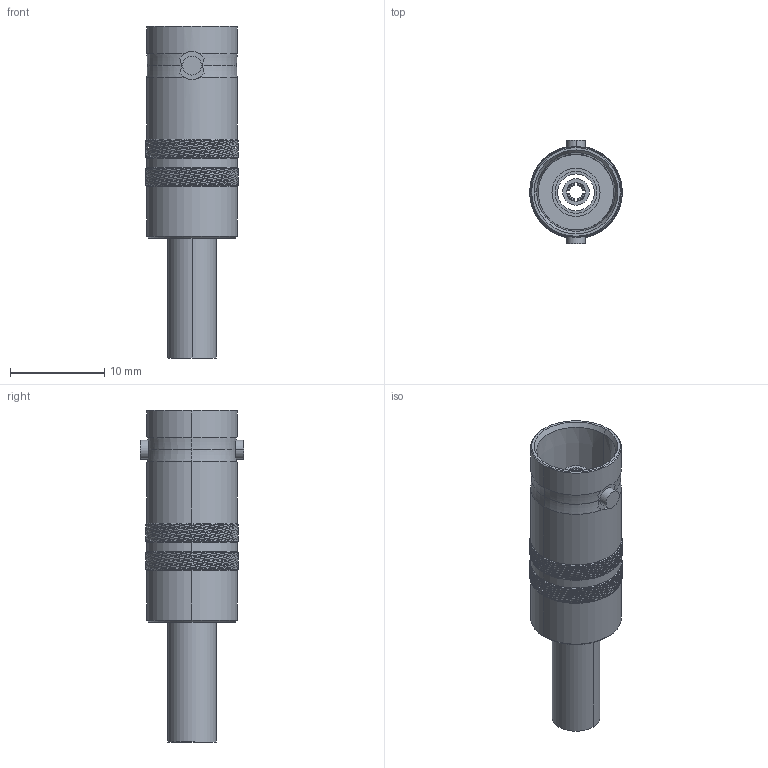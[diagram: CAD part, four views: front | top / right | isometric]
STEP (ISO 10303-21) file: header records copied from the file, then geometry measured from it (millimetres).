
FILE_DESCRIPTION (( 'STEP AP214' ), '1' );
FILE_NAME ('10-054-B126-EF1.STEP', '2022-12-14T12:38:33', ( '' ), ( '' ), 'SwSTEP 2.0', 'SolidWorks 2022', '' );
FILE_SCHEMA (( 'AUTOMOTIVE_DESIGN' ));
Products named in the file (1): 10-054-B126-EF1
Bounding box: 9.8 x 11 x 35.2 mm (x, y, z)
Surface area: 1614.1 mm2 (no closed solid volume)
Topology: 0 solids, 10 shells, 3811 faces, 8761 edges, 4690 vertices
Faces by surface type: bspline 2902, cylinder 840, cone 50, plane 13, torus 6
Entity records: 285608 total; most frequent: CARTESIAN_POINT 232034, ORIENTED_EDGE 16232, EDGE_CURVE 8761, B_SPLINE_CURVE_WITH_KNOTS 5977, VERTEX_POINT 4690, EDGE_LOOP 3818, FACE_OUTER_BOUND 3811, ADVANCED_FACE 3811
